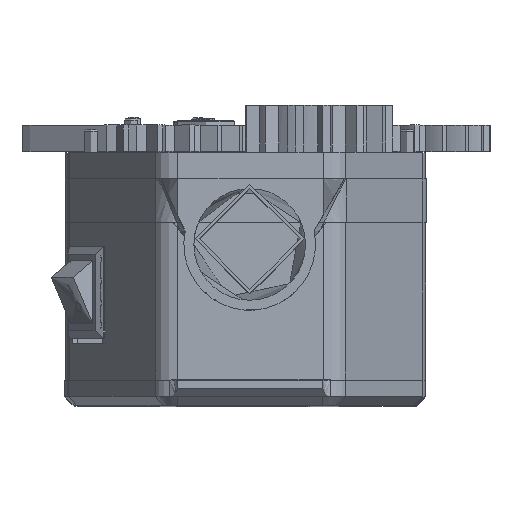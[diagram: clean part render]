
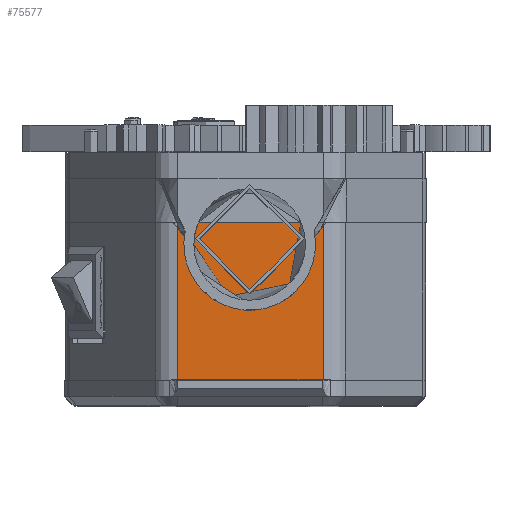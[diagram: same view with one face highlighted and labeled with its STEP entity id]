
A CAD part, top view. The second image highlights one B-rep face of the part: STEP entity #75577.
In plain terms, the highlighted planar face has unit normal (0, 0, 1).
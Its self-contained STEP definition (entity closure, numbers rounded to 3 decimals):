
#7710=PLANE('',#82400);
#11468=FACE_OUTER_BOUND('',#15814,.T.);
#15814=EDGE_LOOP('',(#67930,#67931,#67932,#67933));
#22834=LINE('',#127945,#30476);
#22865=LINE('',#128154,#30507);
#22895=LINE('',#128253,#30537);
#22896=LINE('',#128255,#30538);
#30476=VECTOR('',#100034,2000.);
#30507=VECTOR('',#100181,2000.);
#30537=VECTOR('',#100289,10.);
#30538=VECTOR('',#100292,10.);
#38104=VERTEX_POINT('',#127942);
#38105=VERTEX_POINT('',#127944);
#38144=VERTEX_POINT('',#128151);
#38145=VERTEX_POINT('',#128153);
#48208=EDGE_CURVE('',#38104,#38105,#22834,.T.);
#48275=EDGE_CURVE('',#38144,#38145,#22865,.T.);
#48322=EDGE_CURVE('',#38105,#38144,#22895,.T.);
#48323=EDGE_CURVE('',#38104,#38145,#22896,.T.);
#67930=ORIENTED_EDGE('',*,*,#48208,.F.);
#67931=ORIENTED_EDGE('',*,*,#48323,.T.);
#67932=ORIENTED_EDGE('',*,*,#48275,.F.);
#67933=ORIENTED_EDGE('',*,*,#48322,.F.);
#75577=ADVANCED_FACE('',(#11468),#7710,.T.);
#82400=AXIS2_PLACEMENT_3D('',#128254,#100290,#100291);
#100034=DIRECTION('',(1.,0.,0.));
#100181=DIRECTION('',(-1.,0.,0.));
#100289=DIRECTION('',(0.,-1.,0.));
#100290=DIRECTION('center_axis',(0.,0.,
1.));
#100291=DIRECTION('ref_axis',(-1.,0.,0.));
#100292=DIRECTION('',(0.,-1.,0.));
#127942=CARTESIAN_POINT('',(-15.357,25.123,64.56));
#127944=CARTESIAN_POINT('',(17.854,25.123,64.56));
#127945=CARTESIAN_POINT('',(-15.357,25.123,64.56));
#128151=CARTESIAN_POINT('',(17.854,-10.835,64.56));
#128153=CARTESIAN_POINT('',(-15.357,-10.835,64.56));
#128154=CARTESIAN_POINT('',(-15.357,-10.835,64.56));
#128253=CARTESIAN_POINT('',(17.854,25.123,64.56));
#128254=CARTESIAN_POINT('Origin',(17.854,25.123,64.56));
#128255=CARTESIAN_POINT('',(-15.357,25.123,64.56));
